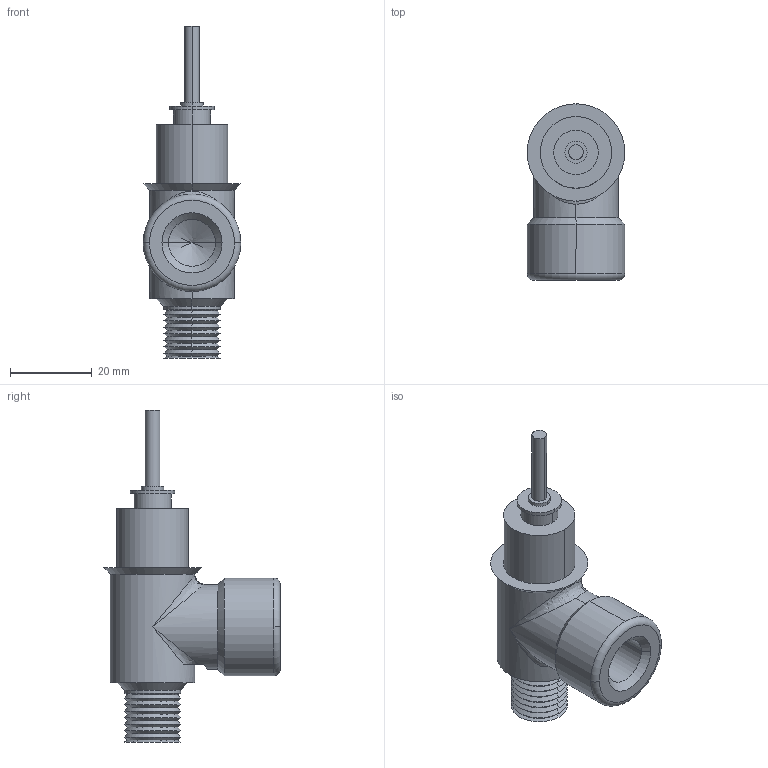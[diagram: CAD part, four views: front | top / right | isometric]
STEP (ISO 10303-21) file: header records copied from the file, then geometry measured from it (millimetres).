
FILE_DESCRIPTION(/* description */ (''),/* implementation_level */ '2;1');
FILE_NAME(/* name */ 'H965.stp',/* time_stamp */ '2018-12-31T10:03:24-06:00',/* author */ ('kruffolo'),/* organization */ (''),/* preprocessor_version */ 'ST-DEVELOPER v15.5',/* originating_system */ 'AutoCAD Mechanical',/* authorisation */ '');
FILE_SCHEMA (('AUTOMOTIVE_DESIGN { 1 0 10303 214 3 1 1 }'));
Length unit declared in the file: inch
Products named in the file (2): H965; Product
Bounding box: 23.88 x 43.18 x 81.28 mm (x, y, z)
Volume: 22609.1 mm3; surface area: 7105.8 mm2
Topology: 1 solids, 1 shells, 78 faces, 169 edges, 97 vertices
Faces by surface type: cone 38, cylinder 18, bspline 10, plane 10, torus 2
Entity records: 2501 total; most frequent: CARTESIAN_POINT 757, DIRECTION 395, ORIENTED_EDGE 326, AXIS2_PLACEMENT_3D 165, EDGE_CURVE 163, VERTEX_POINT 94, CIRCLE 86, EDGE_LOOP 85
